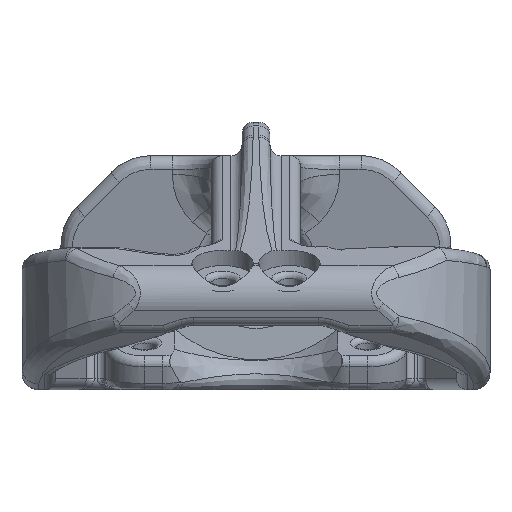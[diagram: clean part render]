
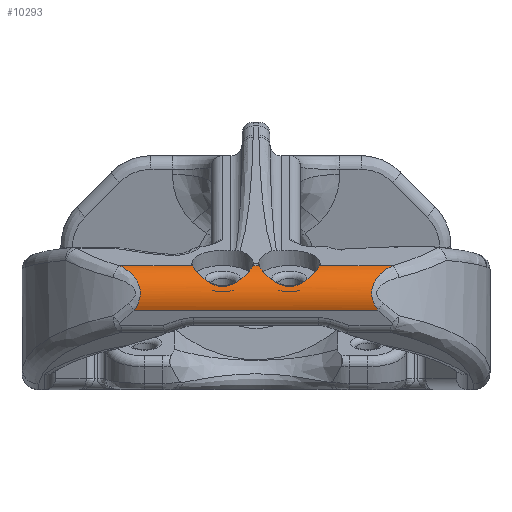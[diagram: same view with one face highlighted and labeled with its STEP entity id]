
A CAD part, front view. The second image highlights one B-rep face of the part: STEP entity #10293.
In plain terms, the highlighted cylindrical face has radius 6 mm (diameter 12 mm), a partial arc.
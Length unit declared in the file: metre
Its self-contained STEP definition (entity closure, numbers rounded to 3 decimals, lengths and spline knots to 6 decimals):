
#456=B_SPLINE_CURVE_WITH_KNOTS('',3,(#18948,#18949,#18950,#18951,#18952,
#18953,#18954,#18955,#18956,#18957,#18958),.UNSPECIFIED.,.F.,.F.,(4,1,1,
1,1,1,1,1,4),(0.,0.001974,0.003949,
0.005923,0.007897,0.009871,0.011846,
0.01382,0.015794),.UNSPECIFIED.);
#457=B_SPLINE_CURVE_WITH_KNOTS('',3,(#18959,#18960,#18961,#18962,#18963,
#18964,#18965,#18966,#18967,#18968,#18969),.UNSPECIFIED.,.F.,.F.,(4,1,1,
1,1,1,1,1,4),(0.,0.001974,0.003949,
0.005923,0.007897,0.009871,0.011846,
0.01382,0.015794),.UNSPECIFIED.);
#458=B_SPLINE_CURVE_WITH_KNOTS('',3,(#18973,#18974,#18975,#18976,#18977,
#18978,#18979,#18980,#18981,#18982),.UNSPECIFIED.,.F.,.F.,(4,1,1,1,1,1,
1,4),(0.,0.001368,0.002736,0.004104,
0.005472,0.00684,0.008208,0.010944),
 .UNSPECIFIED.);
#459=B_SPLINE_CURVE_WITH_KNOTS('',3,(#18986,#18987,#18988,#18989,#18990,
#18991,#18992,#18993,#18994,#18995),.UNSPECIFIED.,.F.,.F.,(4,1,1,1,1,1,
1,4),(0.,0.002701,0.004051,0.005402,
0.006752,0.008103,0.009453,0.010804),
 .UNSPECIFIED.);
#740=CYLINDRICAL_SURFACE('',#11295,0.006);
#1628=LINE('',#18925,#2120);
#1632=LINE('',#18945,#2124);
#1633=LINE('',#18971,#2125);
#1634=LINE('',#18984,#2126);
#2120=VECTOR('',#13509,1.);
#2124=VECTOR('',#13529,1.);
#2125=VECTOR('',#13530,1.);
#2126=VECTOR('',#13531,1.);
#4030=ORIENTED_EDGE('',*,*,#6420,.T.);
#4031=ORIENTED_EDGE('',*,*,#6421,.T.);
#4032=ORIENTED_EDGE('',*,*,#6410,.T.);
#4033=ORIENTED_EDGE('',*,*,#6422,.F.);
#4034=ORIENTED_EDGE('',*,*,#6423,.T.);
#4035=ORIENTED_EDGE('',*,*,#6424,.F.);
#4036=ORIENTED_EDGE('',*,*,#6425,.T.);
#4037=ORIENTED_EDGE('',*,*,#6426,.F.);
#6410=EDGE_CURVE('',#7687,#7690,#1628,.T.);
#6420=EDGE_CURVE('',#7699,#7700,#1632,.T.);
#6421=EDGE_CURVE('',#7700,#7687,#456,.T.);
#6422=EDGE_CURVE('',#7701,#7690,#457,.T.);
#6423=EDGE_CURVE('',#7701,#7702,#1633,.T.);
#6424=EDGE_CURVE('',#7703,#7702,#458,.T.);
#6425=EDGE_CURVE('',#7703,#7704,#1634,.F.);
#6426=EDGE_CURVE('',#7699,#7704,#459,.T.);
#7687=VERTEX_POINT('',#18919);
#7690=VERTEX_POINT('',#18924);
#7699=VERTEX_POINT('',#18946);
#7700=VERTEX_POINT('',#18947);
#7701=VERTEX_POINT('',#18970);
#7702=VERTEX_POINT('',#18972);
#7703=VERTEX_POINT('',#18983);
#7704=VERTEX_POINT('',#18985);
#8794=EDGE_LOOP('',(#4030,#4031,#4032,#4033,#4034,#4035,#4036,#4037));
#9502=FACE_BOUND('',#8794,.T.);
#10293=ADVANCED_FACE('',(#9502),#740,.T.);
#11295=AXIS2_PLACEMENT_3D('',#18944,#13527,#13528);
#13509=DIRECTION('',(-1.,0.,0.));
#13527=DIRECTION('',(-1.,0.,0.));
#13528=DIRECTION('',(0.,0.,1.));
#13529=DIRECTION('',(-1.,0.,0.));
#13530=DIRECTION('',(-1.,0.,0.));
#13531=DIRECTION('',(-1.,0.,0.));
#18919=CARTESIAN_POINT('',(0.000592,-0.161758,0.000259));
#18924=CARTESIAN_POINT('',(-0.000592,-0.161758,0.000259));
#18925=CARTESIAN_POINT('',(0.008,-0.161758,0.000259));
#18944=CARTESIAN_POINT('',(0.008,-0.159222,-0.005179));
#18945=CARTESIAN_POINT('',(0.008,-0.161758,0.000259));
#18946=CARTESIAN_POINT('',(0.02448,-0.161758,0.000259));
#18947=CARTESIAN_POINT('',(0.011408,-0.161758,0.000259));
#18948=CARTESIAN_POINT('',(0.011408,-0.161758,0.000259));
#18949=CARTESIAN_POINT('',(0.011287,-0.162355,-0.000019));
#18950=CARTESIAN_POINT('',(0.010807,-0.163384,-0.000742));
#18951=CARTESIAN_POINT('',(0.009563,-0.164372,-0.001992));
#18952=CARTESIAN_POINT('',(0.007974,-0.164878,-0.003107));
#18953=CARTESIAN_POINT('',(0.006002,-0.165028,-0.003672));
#18954=CARTESIAN_POINT('',(0.004027,-0.164878,-0.003108));
#18955=CARTESIAN_POINT('',(0.002439,-0.164372,-0.001993));
#18956=CARTESIAN_POINT('',(0.001197,-0.163389,-0.000746));
#18957=CARTESIAN_POINT('',(0.000713,-0.162355,-0.000019));
#18958=CARTESIAN_POINT('',(0.000592,-0.161758,0.000259));
#18959=CARTESIAN_POINT('',(-0.011408,-0.161758,0.000259));
#18960=CARTESIAN_POINT('',(-0.011287,-0.162355,-0.000019));
#18961=CARTESIAN_POINT('',(-0.010807,-0.163384,-0.000742));
#18962=CARTESIAN_POINT('',(-0.009563,-0.164372,-0.001992));
#18963=CARTESIAN_POINT('',(-0.007974,-0.164878,-0.003107));
#18964=CARTESIAN_POINT('',(-0.006002,-0.165028,-0.003672));
#18965=CARTESIAN_POINT('',(-0.004027,-0.164878,-0.003108));
#18966=CARTESIAN_POINT('',(-0.002439,-0.164372,-0.001993));
#18967=CARTESIAN_POINT('',(-0.001197,-0.163389,-0.000746));
#18968=CARTESIAN_POINT('',(-0.000713,-0.162355,-0.000019));
#18969=CARTESIAN_POINT('',(-0.000592,-0.161758,0.000259));
#18970=CARTESIAN_POINT('',(-0.011408,-0.161758,0.000259));
#18971=CARTESIAN_POINT('',(0.008,-0.161758,0.000259));
#18972=CARTESIAN_POINT('',(-0.02448,-0.161758,0.000259));
#18973=CARTESIAN_POINT('',(-0.021883,-0.16466,-0.007715));
#18974=CARTESIAN_POINT('',(-0.02163,-0.164821,-0.007371));
#18975=CARTESIAN_POINT('',(-0.021171,-0.165087,-0.006633));
#18976=CARTESIAN_POINT('',(-0.020731,-0.165273,-0.005328));
#18977=CARTESIAN_POINT('',(-0.020742,-0.165146,-0.00394));
#18978=CARTESIAN_POINT('',(-0.021202,-0.164729,-0.002692));
#18979=CARTESIAN_POINT('',(-0.021892,-0.164144,-0.001688));
#18980=CARTESIAN_POINT('',(-0.022988,-0.163194,-0.000586));
#18981=CARTESIAN_POINT('',(-0.023873,-0.162367,-0.000025));
#18982=CARTESIAN_POINT('',(-0.02448,-0.161758,0.000259));
#18983=CARTESIAN_POINT('',(-0.021883,-0.16466,-0.007715));
#18984=CARTESIAN_POINT('',(0.008,-0.16466,-0.007715));
#18985=CARTESIAN_POINT('',(0.021883,-0.16466,-0.007715));
#18986=CARTESIAN_POINT('',(0.02448,-0.161758,0.000259));
#18987=CARTESIAN_POINT('',(0.023873,-0.162367,-0.000025));
#18988=CARTESIAN_POINT('',(0.022967,-0.163213,-0.000604));
#18989=CARTESIAN_POINT('',(0.021889,-0.164147,-0.001692));
#18990=CARTESIAN_POINT('',(0.021193,-0.164737,-0.002709));
#18991=CARTESIAN_POINT('',(0.020742,-0.165147,-0.003946));
#18992=CARTESIAN_POINT('',(0.020732,-0.165272,-0.005335));
#18993=CARTESIAN_POINT('',(0.021172,-0.165087,-0.006633));
#18994=CARTESIAN_POINT('',(0.021631,-0.16482,-0.007371));
#18995=CARTESIAN_POINT('',(0.021883,-0.16466,-0.007715));
